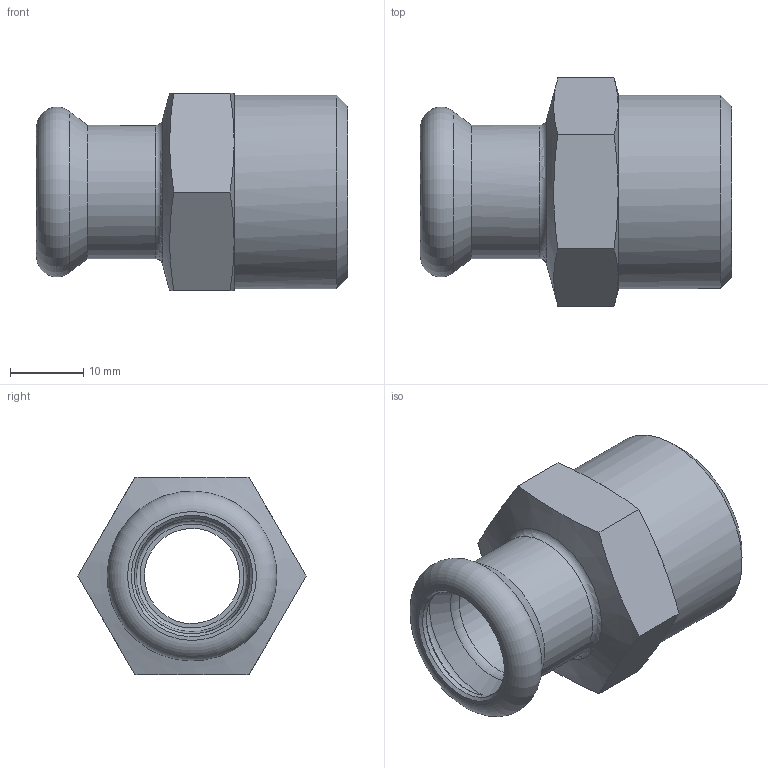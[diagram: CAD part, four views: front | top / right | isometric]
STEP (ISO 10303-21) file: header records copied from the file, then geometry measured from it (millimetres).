
FILE_DESCRIPTION(/* description */ (''),/* implementation_level */ '2;1');
FILE_NAME(/* name */ '41714.stp',/* time_stamp */ '2023-09-08T11:01:52+02:00',/* author */ ('JANAN'),/* organization */ (''),/* preprocessor_version */ 'ST-DEVELOPER v19.2',/* originating_system */ 'Autodesk Inventor 2023',/* authorisation */ '');
FILE_SCHEMA (('AUTOMOTIVE_DESIGN { 1 0 10303 214 3 1 1 }'));
Length unit declared in the file: millimetre
Products named in the file (1): tmpB72B.tmp
Bounding box: 42.5 x 31.18 x 27 mm (x, y, z)
Volume: 12530 mm3; surface area: 6190.9 mm2
Topology: 1 solids, 1 shells, 33 faces, 73 edges, 45 vertices
Faces by surface type: cone 12, plane 11, cylinder 5, torus 5
Full cylindrical faces by diameter (mm): 13 x1, 15.2 x1, 15.8 x1, 18.2 x1, 26.441 x1
Entity records: 1113 total; most frequent: CARTESIAN_POINT 317, DIRECTION 155, ORIENTED_EDGE 146, EDGE_CURVE 73, AXIS2_PLACEMENT_3D 69, VERTEX_POINT 45, EDGE_LOOP 38, CIRCLE 35
